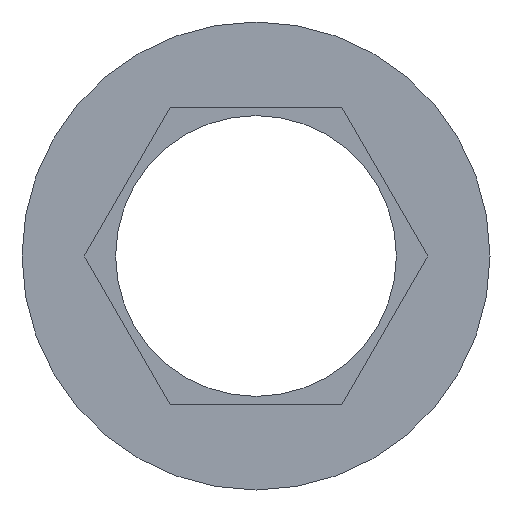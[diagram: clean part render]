
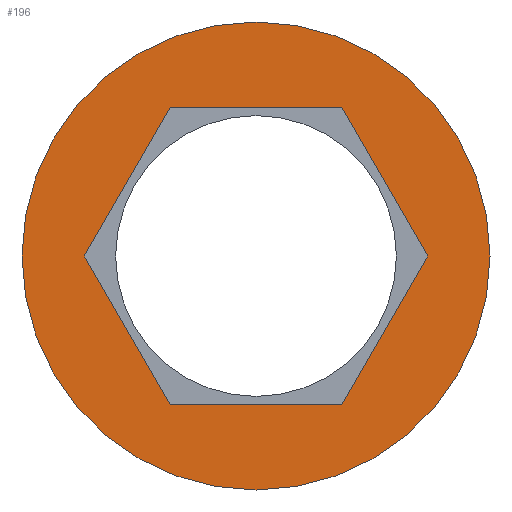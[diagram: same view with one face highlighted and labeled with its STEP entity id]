
A CAD part, front view. The second image highlights one B-rep face of the part: STEP entity #196.
In plain terms, the highlighted planar face has unit normal (0, -1, 0).
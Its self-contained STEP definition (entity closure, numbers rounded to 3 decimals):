
#19=FACE_BOUND('',#48,.T.);
#23=CIRCLE('',#230,4.25);
#34=FACE_OUTER_BOUND('',#47,.T.);
#47=EDGE_LOOP('',(#170));
#48=EDGE_LOOP('',(#171,#172,#173,#174,#175,#176));
#56=LINE('',#310,#76);
#59=LINE('',#315,#79);
#61=LINE('',#319,#81);
#63=LINE('',#323,#83);
#65=LINE('',#327,#85);
#67=LINE('',#330,#87);
#76=VECTOR('',#255,10.);
#79=VECTOR('',#260,10.);
#81=VECTOR('',#264,10.);
#83=VECTOR('',#268,10.);
#85=VECTOR('',#272,10.);
#87=VECTOR('',#276,10.);
#98=VERTEX_POINT('',#308);
#99=VERTEX_POINT('',#309);
#100=VERTEX_POINT('',#314);
#101=VERTEX_POINT('',#318);
#102=VERTEX_POINT('',#322);
#103=VERTEX_POINT('',#326);
#104=VERTEX_POINT('',#332);
#115=EDGE_CURVE('',#98,#99,#56,.T.);
#118=EDGE_CURVE('',#100,#98,#59,.T.);
#120=EDGE_CURVE('',#101,#100,#61,.T.);
#122=EDGE_CURVE('',#102,#101,#63,.T.);
#124=EDGE_CURVE('',#103,#102,#65,.T.);
#126=EDGE_CURVE('',#99,#103,#67,.T.);
#128=EDGE_CURVE('',#104,#104,#23,.T.);
#170=ORIENTED_EDGE('',*,*,#128,.F.);
#171=ORIENTED_EDGE('',*,*,#126,.F.);
#172=ORIENTED_EDGE('',*,*,#115,.F.);
#173=ORIENTED_EDGE('',*,*,#118,.F.);
#174=ORIENTED_EDGE('',*,*,#120,.F.);
#175=ORIENTED_EDGE('',*,*,#122,.F.);
#176=ORIENTED_EDGE('',*,*,#124,.F.);
#185=PLANE('',#231);
#196=ADVANCED_FACE('',(#34,#19),#185,.F.);
#230=AXIS2_PLACEMENT_3D('',#334,#280,#281);
#231=AXIS2_PLACEMENT_3D('',#335,#282,#283);
#255=DIRECTION('',(-0.5,0.,-0.866));
#260=DIRECTION('',(-1.,0.,0.));
#264=DIRECTION('',(-0.5,0.,0.866));
#268=DIRECTION('',(0.5,0.,0.866));
#272=DIRECTION('',(1.,0.,0.));
#276=DIRECTION('',(0.5,0.,-0.866));
#280=DIRECTION('center_axis',(0.,1.,0.));
#281=DIRECTION('ref_axis',(-1.,0.,0.));
#282=DIRECTION('center_axis',(0.,1.,0.));
#283=DIRECTION('ref_axis',(0.,0.,1.));
#308=CARTESIAN_POINT('',(-1.559,0.,2.7));
#309=CARTESIAN_POINT('',(-3.118,0.,0.));
#310=CARTESIAN_POINT('',(-1.559,0.,2.7));
#314=CARTESIAN_POINT('',(1.559,0.,2.7));
#315=CARTESIAN_POINT('',(1.559,0.,2.7));
#318=CARTESIAN_POINT('',(3.118,0.,0.));
#319=CARTESIAN_POINT('',(3.118,0.,0.));
#322=CARTESIAN_POINT('',(1.559,0.,-2.7));
#323=CARTESIAN_POINT('',(1.559,0.,-2.7));
#326=CARTESIAN_POINT('',(-1.559,0.,-2.7));
#327=CARTESIAN_POINT('',(-1.559,0.,-2.7));
#330=CARTESIAN_POINT('',(-3.118,0.,0.));
#332=CARTESIAN_POINT('',(4.25,0.,0.));
#334=CARTESIAN_POINT('Origin',(0.,0.,0.));
#335=CARTESIAN_POINT('Origin',(0.,0.,0.));
